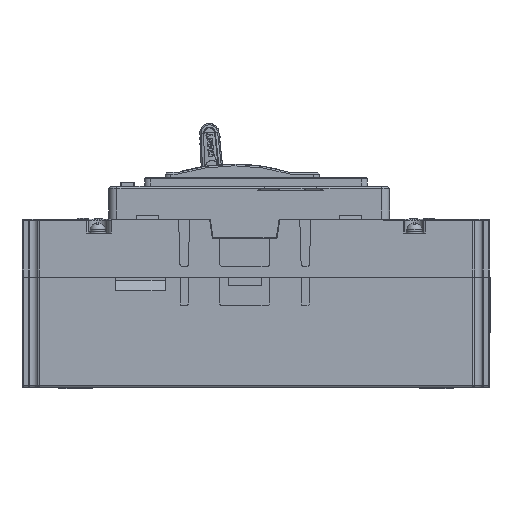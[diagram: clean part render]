
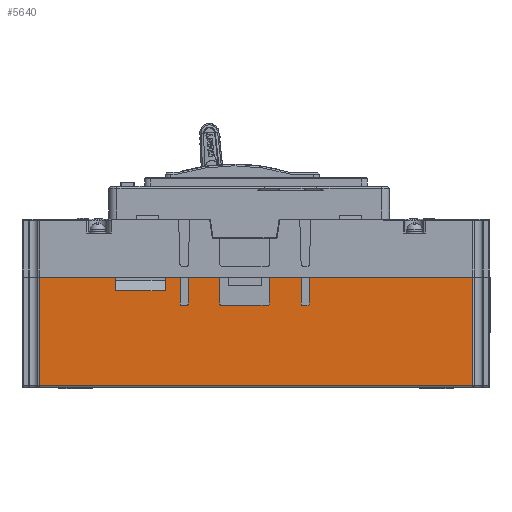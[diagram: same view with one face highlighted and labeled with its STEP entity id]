
A CAD part, front view. The second image highlights one B-rep face of the part: STEP entity #5640.
In plain terms, the highlighted planar face has unit normal (0, -1, 0).
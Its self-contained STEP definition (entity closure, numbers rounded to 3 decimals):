
#5640=ADVANCED_FACE('',(#12034),#8838,.T.);
#8838=PLANE('',#77748);
#12034=FACE_OUTER_BOUND('',#16321,.T.);
#16321=EDGE_LOOP('',(#34273,#34274,#34275,#34276,#34277,#34278,#34279,#34280,
#34281,#34282,#34283,#34284,#34285,#34286,#34287,#34288,#34289,#34290,#34291,
#34292,#34293,#34294,#34295,#34296,#34297,#34298));
#19923=CIRCLE('',#77742,0.5);
#19924=CIRCLE('',#77743,0.5);
#19925=CIRCLE('',#77744,0.5);
#19926=CIRCLE('',#77745,0.5);
#19927=CIRCLE('',#77746,0.5);
#19928=CIRCLE('',#77747,0.5);
#34273=ORIENTED_EDGE('',*,*,#56394,.T.);
#34274=ORIENTED_EDGE('',*,*,#55912,.T.);
#34275=ORIENTED_EDGE('',*,*,#56395,.F.);
#34276=ORIENTED_EDGE('',*,*,#56396,.T.);
#34277=ORIENTED_EDGE('',*,*,#56397,.T.);
#34278=ORIENTED_EDGE('',*,*,#56398,.F.);
#34279=ORIENTED_EDGE('',*,*,#56399,.T.);
#34280=ORIENTED_EDGE('',*,*,#56400,.F.);
#34281=ORIENTED_EDGE('',*,*,#56401,.F.);
#34282=ORIENTED_EDGE('',*,*,#56402,.F.);
#34283=ORIENTED_EDGE('',*,*,#56403,.T.);
#34284=ORIENTED_EDGE('',*,*,#56404,.T.);
#34285=ORIENTED_EDGE('',*,*,#56405,.T.);
#34286=ORIENTED_EDGE('',*,*,#56406,.T.);
#34287=ORIENTED_EDGE('',*,*,#56407,.F.);
#34288=ORIENTED_EDGE('',*,*,#56408,.T.);
#34289=ORIENTED_EDGE('',*,*,#56409,.T.);
#34290=ORIENTED_EDGE('',*,*,#56410,.F.);
#34291=ORIENTED_EDGE('',*,*,#56411,.T.);
#34292=ORIENTED_EDGE('',*,*,#56412,.F.);
#34293=ORIENTED_EDGE('',*,*,#56413,.T.);
#34294=ORIENTED_EDGE('',*,*,#56414,.F.);
#34295=ORIENTED_EDGE('',*,*,#56415,.T.);
#34296=ORIENTED_EDGE('',*,*,#56416,.T.);
#34297=ORIENTED_EDGE('',*,*,#56417,.T.);
#34298=ORIENTED_EDGE('',*,*,#56418,.T.);
#47070=VERTEX_POINT('',#128371);
#47209=VERTEX_POINT('',#128847);
#47505=VERTEX_POINT('',#129860);
#47506=VERTEX_POINT('',#129862);
#47507=VERTEX_POINT('',#129864);
#47508=VERTEX_POINT('',#129866);
#47509=VERTEX_POINT('',#129868);
#47510=VERTEX_POINT('',#129870);
#47511=VERTEX_POINT('',#129872);
#47512=VERTEX_POINT('',#129874);
#47513=VERTEX_POINT('',#129876);
#47514=VERTEX_POINT('',#129878);
#47515=VERTEX_POINT('',#129880);
#47516=VERTEX_POINT('',#129882);
#47517=VERTEX_POINT('',#129884);
#47518=VERTEX_POINT('',#129886);
#47519=VERTEX_POINT('',#129888);
#47520=VERTEX_POINT('',#129890);
#47521=VERTEX_POINT('',#129892);
#47522=VERTEX_POINT('',#129894);
#47523=VERTEX_POINT('',#129896);
#47524=VERTEX_POINT('',#129898);
#47525=VERTEX_POINT('',#129900);
#47526=VERTEX_POINT('',#129902);
#47527=VERTEX_POINT('',#129904);
#47528=VERTEX_POINT('',#129906);
#55912=EDGE_CURVE('',#47070,#47209,#64610,.T.);
#56394=EDGE_CURVE('',#47505,#47070,#64901,.T.);
#56395=EDGE_CURVE('',#47506,#47209,#64902,.T.);
#56396=EDGE_CURVE('',#47506,#47507,#64903,.T.);
#56397=EDGE_CURVE('',#47507,#47508,#19923,.T.);
#56398=EDGE_CURVE('',#47509,#47508,#64904,.T.);
#56399=EDGE_CURVE('',#47509,#47510,#19924,.T.);
#56400=EDGE_CURVE('',#47511,#47510,#64905,.T.);
#56401=EDGE_CURVE('',#47512,#47511,#64906,.T.);
#56402=EDGE_CURVE('',#47513,#47512,#64907,.T.);
#56403=EDGE_CURVE('',#47513,#47514,#19925,.T.);
#56404=EDGE_CURVE('',#47514,#47515,#64908,.T.);
#56405=EDGE_CURVE('',#47515,#47516,#19926,.T.);
#56406=EDGE_CURVE('',#47516,#47517,#64909,.T.);
#56407=EDGE_CURVE('',#47518,#47517,#64910,.T.);
#56408=EDGE_CURVE('',#47518,#47519,#64911,.T.);
#56409=EDGE_CURVE('',#47519,#47520,#19927,.T.);
#56410=EDGE_CURVE('',#47521,#47520,#64912,.T.);
#56411=EDGE_CURVE('',#47521,#47522,#19928,.T.);
#56412=EDGE_CURVE('',#47523,#47522,#64913,.T.);
#56413=EDGE_CURVE('',#47523,#47524,#64914,.T.);
#56414=EDGE_CURVE('',#47525,#47524,#64915,.T.);
#56415=EDGE_CURVE('',#47525,#47526,#64916,.T.);
#56416=EDGE_CURVE('',#47526,#47527,#64917,.T.);
#56417=EDGE_CURVE('',#47527,#47528,#64918,.T.);
#56418=EDGE_CURVE('',#47528,#47505,#64919,.T.);
#64610=LINE('',#128849,#71295);
#64901=LINE('',#129859,#71586);
#64902=LINE('',#129861,#71587);
#64903=LINE('',#129863,#71588);
#64904=LINE('',#129867,#71589);
#64905=LINE('',#129871,#71590);
#64906=LINE('',#129873,#71591);
#64907=LINE('',#129875,#71592);
#64908=LINE('',#129879,#71593);
#64909=LINE('',#129883,#71594);
#64910=LINE('',#129885,#71595);
#64911=LINE('',#129887,#71596);
#64912=LINE('',#129891,#71597);
#64913=LINE('',#129895,#71598);
#64914=LINE('',#129897,#71599);
#64915=LINE('',#129899,#71600);
#64916=LINE('',#129901,#71601);
#64917=LINE('',#129903,#71602);
#64918=LINE('',#129905,#71603);
#64919=LINE('',#129907,#71604);
#71295=VECTOR('',#92059,1.);
#71586=VECTOR('',#93200,1.);
#71587=VECTOR('',#93201,1.);
#71588=VECTOR('',#93202,1.);
#71589=VECTOR('',#93205,1.);
#71590=VECTOR('',#93208,1.);
#71591=VECTOR('',#93209,1.);
#71592=VECTOR('',#93210,1.);
#71593=VECTOR('',#93213,1.);
#71594=VECTOR('',#93216,1.);
#71595=VECTOR('',#93217,1.);
#71596=VECTOR('',#93218,1.);
#71597=VECTOR('',#93221,1.);
#71598=VECTOR('',#93224,1.);
#71599=VECTOR('',#93225,1.);
#71600=VECTOR('',#93226,1.);
#71601=VECTOR('',#93227,1.);
#71602=VECTOR('',#93228,1.);
#71603=VECTOR('',#93229,1.);
#71604=VECTOR('',#93230,1.);
#77742=AXIS2_PLACEMENT_3D('',#129865,#93203,#93204);
#77743=AXIS2_PLACEMENT_3D('',#129869,#93206,#93207);
#77744=AXIS2_PLACEMENT_3D('',#129877,#93211,#93212);
#77745=AXIS2_PLACEMENT_3D('',#129881,#93214,#93215);
#77746=AXIS2_PLACEMENT_3D('',#129889,#93219,#93220);
#77747=AXIS2_PLACEMENT_3D('',#129893,#93222,#93223);
#77748=AXIS2_PLACEMENT_3D('',#129908,#93231,#93232);
#92059=DIRECTION('',(0.,0.,1.));
#93200=DIRECTION('',(1.,0.,0.));
#93201=DIRECTION('',(1.,0.,0.));
#93202=DIRECTION('',(0.,0.,-1.));
#93203=DIRECTION('',(0.,1.,0.));
#93204=DIRECTION('',(1.,0.,0.));
#93205=DIRECTION('',(1.,0.,0.));
#93206=DIRECTION('',(0.,1.,0.));
#93207=DIRECTION('',(1.,0.,0.));
#93208=DIRECTION('',(0.,0.,-1.));
#93209=DIRECTION('',(1.,0.,0.));
#93210=DIRECTION('',(0.,0.,1.));
#93211=DIRECTION('',(0.,1.,0.));
#93212=DIRECTION('',(1.,0.,0.));
#93213=DIRECTION('',(-1.,0.,0.));
#93214=DIRECTION('',(0.,1.,0.));
#93215=DIRECTION('',(1.,0.,0.));
#93216=DIRECTION('',(0.,0.,1.));
#93217=DIRECTION('',(1.,0.,0.));
#93218=DIRECTION('',(0.,0.,-1.));
#93219=DIRECTION('',(0.,1.,0.));
#93220=DIRECTION('',(1.,0.,0.));
#93221=DIRECTION('',(1.,0.,0.));
#93222=DIRECTION('',(0.,1.,0.));
#93223=DIRECTION('',(1.,0.,0.));
#93224=DIRECTION('',(0.,0.,-1.));
#93225=DIRECTION('',(-1.,0.,0.));
#93226=DIRECTION('',(0.,0.,1.));
#93227=DIRECTION('',(-1.,0.,0.));
#93228=DIRECTION('',(0.,0.,1.));
#93229=DIRECTION('',(-1.,0.,0.));
#93230=DIRECTION('',(0.,0.,-1.));
#93231=DIRECTION('',(0.,-1.,0.));
#93232=DIRECTION('',(0.,0.,1.));
#128371=CARTESIAN_POINT('',(164.572,-175.,-42.5));
#128847=CARTESIAN_POINT('',(164.572,-175.,-3.));
#128849=CARTESIAN_POINT('',(164.572,-175.,-399.));
#129859=CARTESIAN_POINT('',(0.766,-175.,-42.5));
#129860=CARTESIAN_POINT('',(6.96,-175.,-42.5));
#129861=CARTESIAN_POINT('',(0.766,-175.,-3.));
#129862=CARTESIAN_POINT('',(105.166,-175.,-3.));
#129863=CARTESIAN_POINT('',(105.166,-175.,-3.));
#129864=CARTESIAN_POINT('',(105.166,-175.,-12.8));
#129865=CARTESIAN_POINT('',(104.666,-175.,-12.8));
#129866=CARTESIAN_POINT('',(104.666,-175.,-13.3));
#129867=CARTESIAN_POINT('',(0.766,-175.,-13.3));
#129868=CARTESIAN_POINT('',(102.666,-175.,-13.3));
#129869=CARTESIAN_POINT('',(102.666,-175.,-12.8));
#129870=CARTESIAN_POINT('',(102.166,-175.,-12.8));
#129871=CARTESIAN_POINT('',(102.166,-175.,-2.));
#129872=CARTESIAN_POINT('',(102.166,-175.,-3.));
#129873=CARTESIAN_POINT('',(0.766,-175.,-3.));
#129874=CARTESIAN_POINT('',(90.666,-175.,-3.));
#129875=CARTESIAN_POINT('',(90.666,-175.,-104.97));
#129876=CARTESIAN_POINT('',(90.666,-175.,-12.8));
#129877=CARTESIAN_POINT('',(90.166,-175.,-12.8));
#129878=CARTESIAN_POINT('',(90.166,-175.,-13.3));
#129879=CARTESIAN_POINT('',(90.366,-175.,-13.3));
#129880=CARTESIAN_POINT('',(73.166,-175.,-13.3));
#129881=CARTESIAN_POINT('',(73.166,-175.,-12.8));
#129882=CARTESIAN_POINT('',(72.666,-175.,-12.8));
#129883=CARTESIAN_POINT('',(72.666,-175.,-104.97));
#129884=CARTESIAN_POINT('',(72.666,-175.,-3.));
#129885=CARTESIAN_POINT('',(0.766,-175.,-3.));
#129886=CARTESIAN_POINT('',(61.166,-175.,-3.));
#129887=CARTESIAN_POINT('',(61.166,-175.,-3.));
#129888=CARTESIAN_POINT('',(61.166,-175.,-12.8));
#129889=CARTESIAN_POINT('',(60.666,-175.,-12.8));
#129890=CARTESIAN_POINT('',(60.666,-175.,-13.3));
#129891=CARTESIAN_POINT('',(0.766,-175.,-13.3));
#129892=CARTESIAN_POINT('',(58.666,-175.,-13.3));
#129893=CARTESIAN_POINT('',(58.666,-175.,-12.8));
#129894=CARTESIAN_POINT('',(58.166,-175.,-12.8));
#129895=CARTESIAN_POINT('',(58.166,-175.,-2.));
#129896=CARTESIAN_POINT('',(58.166,-175.,-3.));
#129897=CARTESIAN_POINT('',(7.93,-175.,-3.));
#129898=CARTESIAN_POINT('',(52.766,-175.,-3.));
#129899=CARTESIAN_POINT('',(52.766,-175.,-8.));
#129900=CARTESIAN_POINT('',(52.766,-175.,-8.));
#129901=CARTESIAN_POINT('',(52.766,-175.,-8.));
#129902=CARTESIAN_POINT('',(34.766,-175.,-8.));
#129903=CARTESIAN_POINT('',(34.766,-175.,-8.));
#129904=CARTESIAN_POINT('',(34.766,-175.,-3.));
#129905=CARTESIAN_POINT('',(7.93,-175.,-3.));
#129906=CARTESIAN_POINT('',(6.96,-175.,-3.));
#129907=CARTESIAN_POINT('',(6.96,-175.,-399.));
#129908=CARTESIAN_POINT('',(0.766,-175.,-2.));
